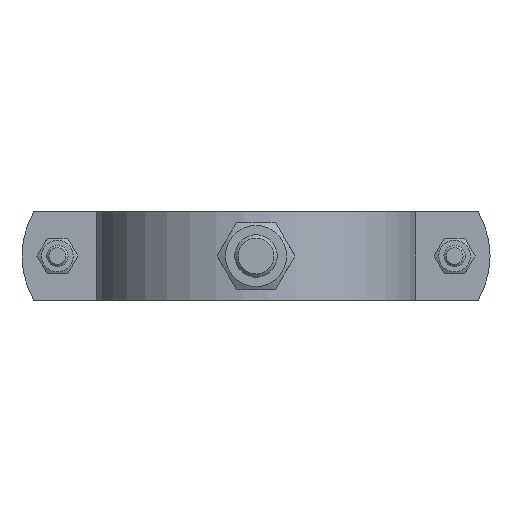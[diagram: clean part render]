
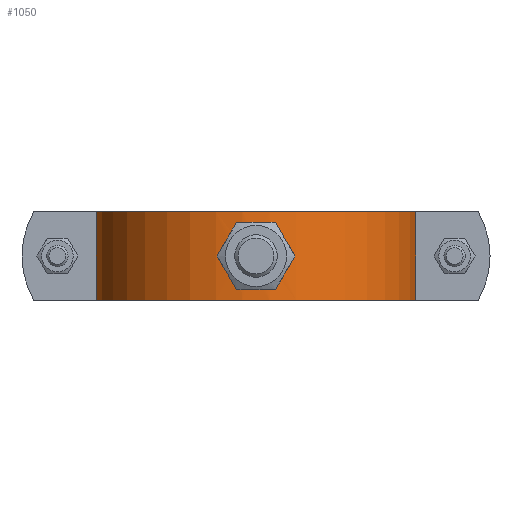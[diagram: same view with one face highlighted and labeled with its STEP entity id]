
A CAD part, front view. The second image highlights one B-rep face of the part: STEP entity #1050.
In plain terms, the highlighted cylindrical face has radius 45.5 mm (diameter 91 mm), a partial arc.
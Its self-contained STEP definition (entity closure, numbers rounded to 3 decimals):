
#605=CARTESIAN_POINT('',(6.,45.103,0.0));
#606=VERTEX_POINT('',#605);
#607=CARTESIAN_POINT('',(6.,45.103,0.));
#608=CARTESIAN_POINT('',(6.,45.103,0.636));
#609=CARTESIAN_POINT('',(5.894,45.117,1.308));
#610=CARTESIAN_POINT('',(5.676,45.145,1.946));
#611=CARTESIAN_POINT('',(5.523,45.164,2.391));
#612=CARTESIAN_POINT('',(5.317,45.189,2.819));
#613=CARTESIAN_POINT('',(5.067,45.217,3.213));
#614=CARTESIAN_POINT('',(4.883,45.238,3.503));
#615=CARTESIAN_POINT('',(4.676,45.26,3.774));
#616=CARTESIAN_POINT('',(4.454,45.282,4.021));
#617=CARTESIAN_POINT('',(4.275,45.299,4.218));
#618=CARTESIAN_POINT('',(4.088,45.316,4.4));
#619=CARTESIAN_POINT('',(3.884,45.334,4.573));
#620=CARTESIAN_POINT('',(3.377,45.377,5.004));
#621=CARTESIAN_POINT('',(2.774,45.42,5.365));
#622=CARTESIAN_POINT('',(2.13,45.45,5.609));
#623=CARTESIAN_POINT('',(1.627,45.474,5.8));
#624=CARTESIAN_POINT('',(1.099,45.49,5.922));
#625=CARTESIAN_POINT('',(0.58,45.496,5.972));
#626=CARTESIAN_POINT('',(0.207,45.501,6.008));
#627=CARTESIAN_POINT('',(-0.154,45.501,6.01));
#628=CARTESIAN_POINT('',(-0.526,45.497,5.977));
#629=CARTESIAN_POINT('',(-1.183,45.489,5.919));
#630=CARTESIAN_POINT('',(-1.856,45.466,5.746));
#631=CARTESIAN_POINT('',(-2.477,45.433,5.465));
#632=CARTESIAN_POINT('',(-3.088,45.399,5.188));
#633=CARTESIAN_POINT('',(-3.648,45.356,4.806));
#634=CARTESIAN_POINT('',(-4.112,45.314,4.369));
#635=CARTESIAN_POINT('',(-4.271,45.299,4.219));
#636=CARTESIAN_POINT('',(-4.42,45.285,4.063));
#637=CARTESIAN_POINT('',(-4.564,45.27,3.895));
#638=CARTESIAN_POINT('',(-4.993,45.227,3.392));
#639=CARTESIAN_POINT('',(-5.353,45.185,2.795));
#640=CARTESIAN_POINT('',(-5.599,45.154,2.156));
#641=CARTESIAN_POINT('',(-5.788,45.131,1.667));
#642=CARTESIAN_POINT('',(-5.91,45.115,1.152));
#643=CARTESIAN_POINT('',(-5.965,45.107,0.645));
#644=CARTESIAN_POINT('',(-5.993,45.104,0.388));
#645=CARTESIAN_POINT('',(-6.004,45.102,0.135));
#646=CARTESIAN_POINT('',(-5.999,45.103,-0.117));
#647=CARTESIAN_POINT('',(-5.986,45.104,-0.758));
#648=CARTESIAN_POINT('',(-5.866,45.121,-1.431));
#649=CARTESIAN_POINT('',(-5.633,45.15,-2.065));
#650=CARTESIAN_POINT('',(-5.398,45.179,-2.706));
#651=CARTESIAN_POINT('',(-5.049,45.221,-3.309));
#652=CARTESIAN_POINT('',(-4.628,45.264,-3.819));
#653=CARTESIAN_POINT('',(-4.393,45.288,-4.104));
#654=CARTESIAN_POINT('',(-4.142,45.312,-4.357));
#655=CARTESIAN_POINT('',(-3.86,45.336,-4.594));
#656=CARTESIAN_POINT('',(-3.355,45.379,-5.018));
#657=CARTESIAN_POINT('',(-2.757,45.421,-5.373));
#658=CARTESIAN_POINT('',(-2.119,45.451,-5.614));
#659=CARTESIAN_POINT('',(-1.576,45.476,-5.818));
#660=CARTESIAN_POINT('',(-1.004,45.492,-5.942));
#661=CARTESIAN_POINT('',(-0.447,45.498,-5.983));
#662=CARTESIAN_POINT('',(-0.124,45.501,-6.007));
#663=CARTESIAN_POINT('',(0.191,45.501,-6.006));
#664=CARTESIAN_POINT('',(0.514,45.497,-5.978));
#665=CARTESIAN_POINT('',(1.168,45.49,-5.922));
#666=CARTESIAN_POINT('',(1.838,45.467,-5.752));
#667=CARTESIAN_POINT('',(2.457,45.434,-5.474));
#668=CARTESIAN_POINT('',(2.841,45.413,-5.301));
#669=CARTESIAN_POINT('',(3.206,45.388,-5.088));
#670=CARTESIAN_POINT('',(3.54,45.362,-4.845));
#671=CARTESIAN_POINT('',(3.79,45.343,-4.662));
#672=CARTESIAN_POINT('',(4.023,45.322,-4.462));
#673=CARTESIAN_POINT('',(4.234,45.303,-4.252));
#674=CARTESIAN_POINT('',(4.404,45.287,-4.082));
#675=CARTESIAN_POINT('',(4.568,45.27,-3.898));
#676=CARTESIAN_POINT('',(4.722,45.254,-3.702));
#677=CARTESIAN_POINT('',(5.131,45.212,-3.18));
#678=CARTESIAN_POINT('',(5.465,45.171,-2.569));
#679=CARTESIAN_POINT('',(5.683,45.144,-1.924));
#680=CARTESIAN_POINT('',(5.897,45.117,-1.293));
#681=CARTESIAN_POINT('',(6.,45.103,-0.629));
#682=CARTESIAN_POINT('',(6.,45.103,0.0));
#683=B_SPLINE_CURVE_WITH_KNOTS('',3,(#607,#608,#609,#610,#611,#612,#613,#614,#615,#616,#617,#618,#619,#620,#621,#622,#623,#624,#625,#626,#627,#628,#629,#630,#631,#632,#633,#634,#635,#636,#637,#638,#639,#640,#641,#642,#643,#644,#645,#646,#647,#648,#649,#650,#651,#652,#653,#654,#655,#656,#657,#658,#659,#660,#661,#662,#663,#664,#665,#666,#667,#668,#669,#670,#671,#672,#673,#674,#675,#676,#677,#678,#679,#680,#681,#682),.UNSPECIFIED.,.T.,.U.,(4,3,3,3,3,3,3,3,3,3,3,3,3,3,3,3,3,3,3,3,3,3,3,3,3,4),(0.0,0.191,0.324,0.422,0.501,0.696,0.848,0.957,1.15,1.34,1.405,1.598,1.747,1.822,2.013,2.206,2.314,2.507,2.671,2.766,2.958,3.077,3.167,3.239,3.432,3.621),.UNSPECIFIED.);
#684=EDGE_CURVE('',#606,#606,#683,.T.);
#868=CARTESIAN_POINT('',(45.033,6.5,12.5));
#869=VERTEX_POINT('',#868);
#876=CARTESIAN_POINT('',(-45.033,6.5,12.5));
#877=VERTEX_POINT('',#876);
#878=CARTESIAN_POINT('',(0.0,0.0,12.5));
#879=DIRECTION('',(0.0,0.0,-1.));
#880=DIRECTION('',(-0.99,-0.143,0.0));
#881=AXIS2_PLACEMENT_3D('',#878,#879,#880);
#882=CIRCLE('',#881,45.5);
#883=EDGE_CURVE('',#877,#869,#882,.T.);
#923=CARTESIAN_POINT('',(45.033,6.5,-12.5));
#924=VERTEX_POINT('',#923);
#931=CARTESIAN_POINT('',(45.033,6.5,12.5));
#932=DIRECTION('',(0.0,0.0,-1.0));
#933=VECTOR('',#932,25.0);
#934=LINE('',#931,#933);
#935=EDGE_CURVE('',#869,#924,#934,.T.);
#1012=CARTESIAN_POINT('',(-45.033,6.5,-12.5));
#1013=VERTEX_POINT('',#1012);
#1020=CARTESIAN_POINT('',(0.0,0.0,-12.5));
#1021=DIRECTION('',(0.0,0.0,1.));
#1022=DIRECTION('',(-0.99,-0.143,0.0));
#1023=AXIS2_PLACEMENT_3D('',#1020,#1021,#1022);
#1024=CIRCLE('',#1023,45.5);
#1025=EDGE_CURVE('',#924,#1013,#1024,.T.);
#1031=CARTESIAN_POINT('',(0.0,0.0,0.0));
#1032=DIRECTION('',(0.0,0.0,1.0));
#1033=DIRECTION('',(-0.99,-0.143,0.0));
#1034=AXIS2_PLACEMENT_3D('',#1031,#1032,#1033);
#1035=CYLINDRICAL_SURFACE('',#1034,45.5);
#1036=ORIENTED_EDGE('',*,*,#883,.T.);
#1037=ORIENTED_EDGE('',*,*,#935,.T.);
#1038=ORIENTED_EDGE('',*,*,#1025,.T.);
#1039=CARTESIAN_POINT('',(-45.033,6.5,12.5));
#1040=DIRECTION('',(0.0,0.0,-1.0));
#1041=VECTOR('',#1040,25.0);
#1042=LINE('',#1039,#1041);
#1043=EDGE_CURVE('',#877,#1013,#1042,.T.);
#1044=ORIENTED_EDGE('',*,*,#1043,.F.);
#1045=EDGE_LOOP('',(#1036,#1037,#1038,#1044));
#1046=FACE_OUTER_BOUND('',#1045,.T.);
#1047=ORIENTED_EDGE('',*,*,#684,.T.);
#1048=EDGE_LOOP('',(#1047));
#1049=FACE_BOUND('',#1048,.T.);
#1050=ADVANCED_FACE('',(#1046,#1049),#1035,.T.);
